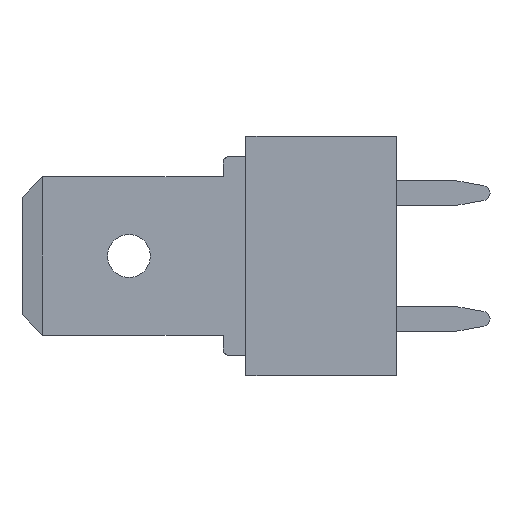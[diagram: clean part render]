
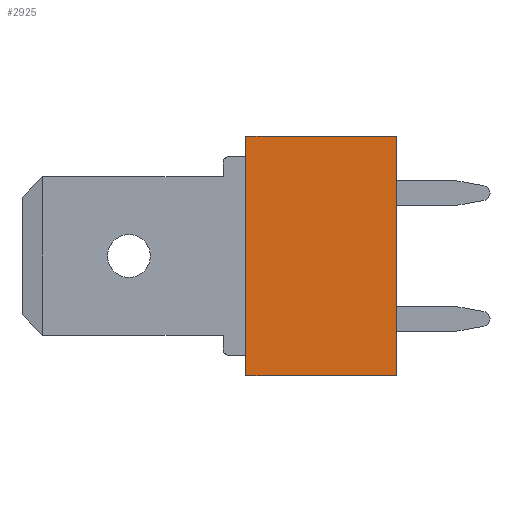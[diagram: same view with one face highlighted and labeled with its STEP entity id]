
A CAD part, left-side view. The second image highlights one B-rep face of the part: STEP entity #2925.
In plain terms, the highlighted planar face has unit normal (-1, 0, 0).
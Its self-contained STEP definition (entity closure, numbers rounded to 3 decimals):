
#2731 = VERTEX_POINT ( 'NONE', #4094 ) ;
#2736 = EDGE_CURVE ( 'NONE', #2731, #2896, #4208, .T. ) ;
#2776 = EDGE_LOOP ( 'NONE', ( #2898, #2900, #2901, #2902 ) ) ;
#2801 = VERTEX_POINT ( 'NONE', #4078 ) ;
#2892 = EDGE_CURVE ( 'NONE', #2896, #2801, #4465, .T. ) ;
#2896 = VERTEX_POINT ( 'NONE', #4404 ) ;
#2898 = ORIENTED_EDGE ( 'NONE', *, *, #2899, .T. ) ;
#2899 = EDGE_CURVE ( 'NONE', #2926, #2801, #4402, .T. ) ;
#2900 = ORIENTED_EDGE ( 'NONE', *, *, #2892, .F. ) ;
#2901 = ORIENTED_EDGE ( 'NONE', *, *, #2736, .F. ) ;
#2902 = ORIENTED_EDGE ( 'NONE', *, *, #2917, .T. ) ;
#2917 = EDGE_CURVE ( 'NONE', #2731, #2926, #4391, .T. ) ;
#2925 = ADVANCED_FACE ( 'NONE', ( #4356 ), #4355, .F. ) ;
#2926 = VERTEX_POINT ( 'NONE', #4350 ) ;
#4078 = CARTESIAN_POINT ( 'NONE',  ( 0., 0., 4.75 ) ) ;
#4094 = CARTESIAN_POINT ( 'NONE',  ( 0., 6., -4.75 ) ) ;
#4205 = DIRECTION ( 'NONE',  ( 0., 0., 1. ) ) ;
#4206 = VECTOR ( 'NONE', #4205, 1000. ) ;
#4207 = CARTESIAN_POINT ( 'NONE',  ( 0., 6., 4.75 ) ) ;
#4208 = LINE ( 'NONE', #4207, #4206 ) ;
#4350 = CARTESIAN_POINT ( 'NONE',  ( 0., 0., -4.75 ) ) ;
#4351 = DIRECTION ( 'NONE',  ( 0., 0., -1. ) ) ;
#4352 = DIRECTION ( 'NONE',  ( 1., 0., 0. ) ) ;
#4353 = CARTESIAN_POINT ( 'NONE',  ( 0., 6., 4.75 ) ) ;
#4354 = AXIS2_PLACEMENT_3D ( 'NONE', #4353, #4352, #4351 ) ;
#4355 = PLANE ( 'NONE',  #4354 ) ;
#4356 = FACE_OUTER_BOUND ( 'NONE', #2776, .T. ) ;
#4366 = VECTOR ( 'NONE', #4389, 1000. ) ;
#4389 = DIRECTION ( 'NONE',  ( 0., -1., 0. ) ) ;
#4390 = CARTESIAN_POINT ( 'NONE',  ( 0., 6., -4.75 ) ) ;
#4391 = LINE ( 'NONE', #4390, #4366 ) ;
#4399 = DIRECTION ( 'NONE',  ( 0., 0., 1. ) ) ;
#4400 = VECTOR ( 'NONE', #4399, 1000. ) ;
#4401 = CARTESIAN_POINT ( 'NONE',  ( 0., 0., 4.75 ) ) ;
#4402 = LINE ( 'NONE', #4401, #4400 ) ;
#4404 = CARTESIAN_POINT ( 'NONE',  ( 0., 6., 4.75 ) ) ;
#4462 = DIRECTION ( 'NONE',  ( 0., -1., 0. ) ) ;
#4463 = VECTOR ( 'NONE', #4462, 1000. ) ;
#4464 = CARTESIAN_POINT ( 'NONE',  ( 0., 6., 4.75 ) ) ;
#4465 = LINE ( 'NONE', #4464, #4463 ) ;
